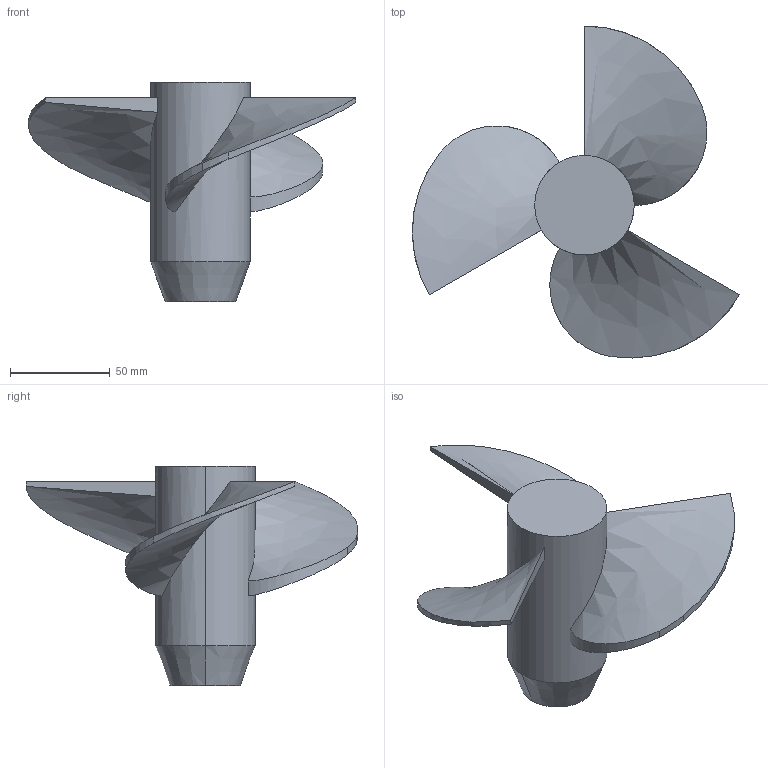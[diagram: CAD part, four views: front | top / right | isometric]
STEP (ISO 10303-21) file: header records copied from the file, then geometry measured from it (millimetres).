
FILE_DESCRIPTION (( 'STEP AP214' ), '1' );
FILE_NAME ('Propeller.STEP', '2025-03-03T11:30:45', ( '' ), ( '' ), 'SwSTEP 2.0', 'SolidWorks 2024', '' );
FILE_SCHEMA (( 'AUTOMOTIVE_DESIGN' ));
Length unit declared in the file: millimetre
Products named in the file (1): Propeller
Bounding box: 164.38 x 166.7 x 110 mm (x, y, z)
Volume: 259485.6 mm3; surface area: 52033 mm2
Topology: 1 solids, 1 shells, 31 faces, 80 edges, 53 vertices
Faces by surface type: plane 12, bspline 9, cylinder 8, cone 2
Entity records: 1678 total; most frequent: CARTESIAN_POINT 985, ORIENTED_EDGE 160, DIRECTION 97, EDGE_CURVE 80, VERTEX_POINT 53, VECTOR 39, LINE 39, B_SPLINE_CURVE_WITH_KNOTS 35
